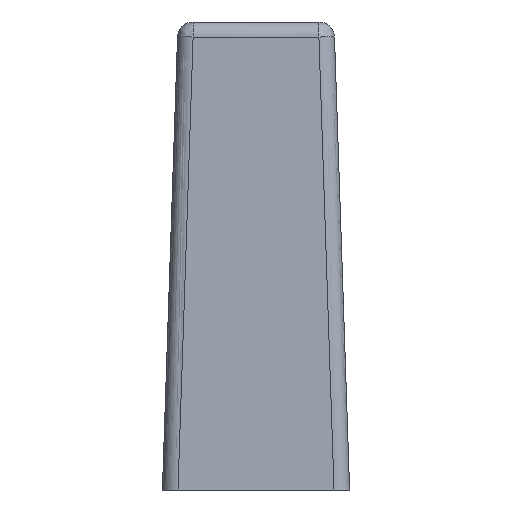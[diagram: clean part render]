
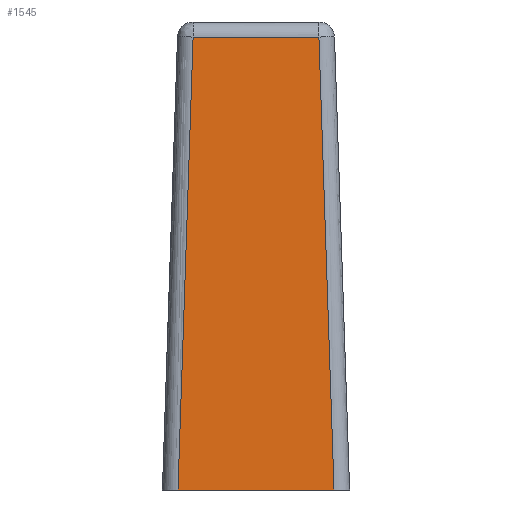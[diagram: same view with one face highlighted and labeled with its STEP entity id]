
A CAD part, left-side view. The second image highlights one B-rep face of the part: STEP entity #1545.
In plain terms, the highlighted free-form (B-spline) face has degree [1, 1] with [2, 2] control points.
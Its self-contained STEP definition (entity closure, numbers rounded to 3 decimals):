
#818=CARTESIAN_POINT('',(-45.0,-5.001,0.0));
#819=VERTEX_POINT('',#818);
#840=CARTESIAN_POINT('',(-44.032,-4.033,29.033));
#841=VERTEX_POINT('',#840);
#855=CARTESIAN_POINT('',(-45.0,-5.001,0.0));
#856=CARTESIAN_POINT('',(-44.032,-4.033,29.033));
#857=QUASI_UNIFORM_CURVE('',1,(#855,#856),.UNSPECIFIED.,.F.,.U.);
#858=EDGE_CURVE('',#819,#841,#857,.T.);
#1091=CARTESIAN_POINT('',(-44.032,4.033,29.033));
#1092=VERTEX_POINT('',#1091);
#1196=CARTESIAN_POINT('',(-45.0,5.001,0.0));
#1197=VERTEX_POINT('',#1196);
#1213=CARTESIAN_POINT('',(-44.032,4.033,29.033));
#1214=CARTESIAN_POINT('',(-45.0,5.001,0.0));
#1215=QUASI_UNIFORM_CURVE('',1,(#1213,#1214),.UNSPECIFIED.,.F.,.U.);
#1216=EDGE_CURVE('',#1092,#1197,#1215,.T.);
#1348=CARTESIAN_POINT('',(-44.032,-4.033,29.033));
#1349=CARTESIAN_POINT('',(-44.032,4.033,29.033));
#1350=QUASI_UNIFORM_CURVE('',1,(#1348,#1349),.UNSPECIFIED.,.F.,.U.);
#1351=EDGE_CURVE('',#841,#1092,#1350,.T.);
#1530=CARTESIAN_POINT('',(-45.048,-5.5,-1.45));
#1531=CARTESIAN_POINT('',(-43.984,-5.5,30.484));
#1532=CARTESIAN_POINT('',(-45.048,5.5,-1.45));
#1533=CARTESIAN_POINT('',(-43.984,5.5,30.484));
#1534=B_SPLINE_SURFACE_WITH_KNOTS('',1,1,((#1530,#1532),(#1531,#1533)),.UNSPECIFIED.,.F.,.F.,.U.,(2,2),(2,2),(0.0,31.951),(0.0,11.),.UNSPECIFIED.);
#1535=ORIENTED_EDGE('',*,*,#1351,.T.);
#1536=ORIENTED_EDGE('',*,*,#1216,.T.);
#1537=CARTESIAN_POINT('',(-45.0,5.001,0.0));
#1538=CARTESIAN_POINT('',(-45.0,-5.001,0.0));
#1539=QUASI_UNIFORM_CURVE('',1,(#1537,#1538),.UNSPECIFIED.,.F.,.U.);
#1540=EDGE_CURVE('',#1197,#819,#1539,.T.);
#1541=ORIENTED_EDGE('',*,*,#1540,.T.);
#1542=ORIENTED_EDGE('',*,*,#858,.T.);
#1543=EDGE_LOOP('',(#1535,#1536,#1541,#1542));
#1544=FACE_OUTER_BOUND('',#1543,.T.);
#1545=ADVANCED_FACE('',(#1544),#1534,.T.);
